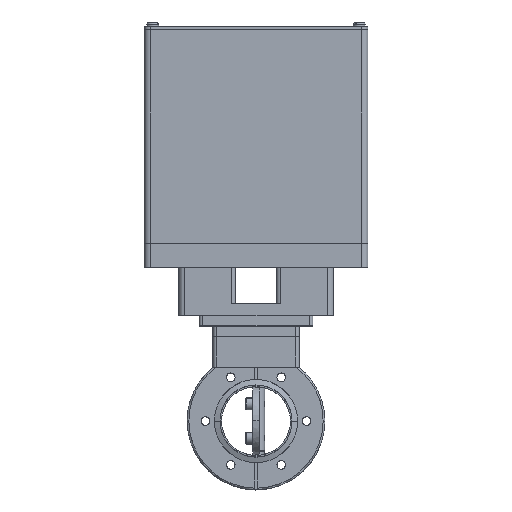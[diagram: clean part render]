
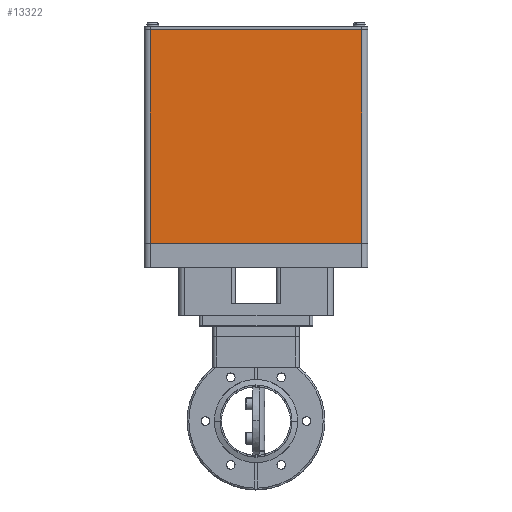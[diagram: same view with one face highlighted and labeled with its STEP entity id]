
A CAD part, top view. The second image highlights one B-rep face of the part: STEP entity #13322.
In plain terms, the highlighted planar face has unit normal (0, 0, 1).
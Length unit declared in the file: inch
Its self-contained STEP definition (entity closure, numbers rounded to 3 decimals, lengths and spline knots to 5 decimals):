
#2540 = VECTOR ( 'NONE', #10157, 39.37008 ) ;
#2571 = CARTESIAN_POINT ( 'NONE',  ( -2.63176, 7.95076, 4.92126 ) ) ;
#3332 = VECTOR ( 'NONE', #6999, 39.37008 ) ;
#4176 = LINE ( 'NONE', #15991, #2540 ) ;
#6808 = VERTEX_POINT ( 'NONE', #8723 ) ;
#6999 = DIRECTION ( 'NONE',  ( 0., -1., 0. ) ) ;
#7647 = ORIENTED_EDGE ( 'NONE', *, *, #25420, .T. ) ;
#8377 = VECTOR ( 'NONE', #18226, 39.37008 ) ;
#8591 = CARTESIAN_POINT ( 'NONE',  ( 2.21076, 3.06887, 4.92126 ) ) ;
#8723 = CARTESIAN_POINT ( 'NONE',  ( 2.21076, 7.95076, 4.92126 ) ) ;
#9039 = EDGE_LOOP ( 'NONE', ( #26128, #14575, #7647, #15785 ) ) ;
#10136 = LINE ( 'NONE', #10867, #8377 ) ;
#10157 = DIRECTION ( 'NONE',  ( 1., 0., 0. ) ) ;
#10699 = CARTESIAN_POINT ( 'NONE',  ( 2.34856, 3.06887, 4.92126 ) ) ;
#10758 = CARTESIAN_POINT ( 'NONE',  ( 2.34856, 7.95076, 4.92126 ) ) ;
#10867 = CARTESIAN_POINT ( 'NONE',  ( 2.21076, 3.06887, 4.92126 ) ) ;
#11163 = VERTEX_POINT ( 'NONE', #8591 ) ;
#11515 = LINE ( 'NONE', #25563, #3332 ) ;
#12021 = EDGE_CURVE ( 'NONE', #11163, #6808, #10136, .T. ) ;
#12562 = DIRECTION ( 'NONE',  ( 0., 0., 1. ) ) ;
#12820 = PLANE ( 'NONE',  #22821 ) ;
#13149 = EDGE_CURVE ( 'NONE', #17364, #23515, #11515, .T. ) ;
#13322 = ADVANCED_FACE ( 'NONE', ( #22632 ), #12820, .T. ) ;
#14575 = ORIENTED_EDGE ( 'NONE', *, *, #13149, .T. ) ;
#15785 = ORIENTED_EDGE ( 'NONE', *, *, #12021, .T. ) ;
#15991 = CARTESIAN_POINT ( 'NONE',  ( 2.34856, 3.06887, 4.92126 ) ) ;
#17364 = VERTEX_POINT ( 'NONE', #2571 ) ;
#18226 = DIRECTION ( 'NONE',  ( 0., 1., 0. ) ) ;
#18671 = CARTESIAN_POINT ( 'NONE',  ( -2.63176, 3.06887, 4.92126 ) ) ;
#18808 = EDGE_CURVE ( 'NONE', #17364, #6808, #20856, .T. ) ;
#20856 = LINE ( 'NONE', #10758, #24750 ) ;
#22632 = FACE_OUTER_BOUND ( 'NONE', #9039, .T. ) ;
#22821 = AXIS2_PLACEMENT_3D ( 'NONE', #10699, #12562, #24508 ) ;
#23515 = VERTEX_POINT ( 'NONE', #18671 ) ;
#24508 = DIRECTION ( 'NONE',  ( -1., 0., 0. ) ) ;
#24750 = VECTOR ( 'NONE', #24971, 39.37008 ) ;
#24971 = DIRECTION ( 'NONE',  ( 1., 0., 0. ) ) ;
#25420 = EDGE_CURVE ( 'NONE', #23515, #11163, #4176, .T. ) ;
#25563 = CARTESIAN_POINT ( 'NONE',  ( -2.63176, 3.06887, 4.92126 ) ) ;
#26128 = ORIENTED_EDGE ( 'NONE', *, *, #18808, .F. ) ;
